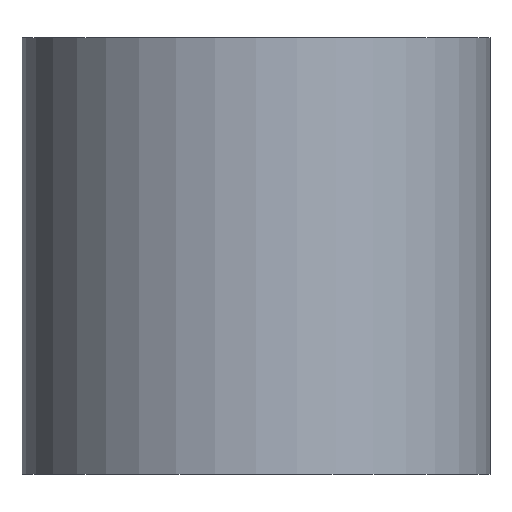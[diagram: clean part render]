
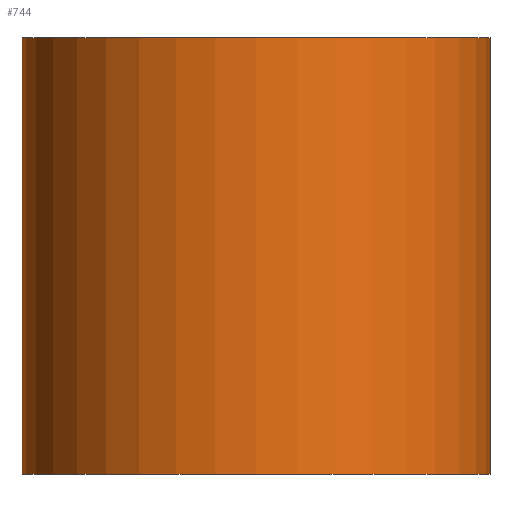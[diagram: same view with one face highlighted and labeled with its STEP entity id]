
A CAD part, front view. The second image highlights one B-rep face of the part: STEP entity #744.
In plain terms, the highlighted cylindrical face has radius 7.5 mm (diameter 15 mm), a full revolution.
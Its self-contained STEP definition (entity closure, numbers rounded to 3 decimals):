
#21 = EDGE_CURVE('',#22,#22,#24,.T.);
#22 = VERTEX_POINT('',#23);
#23 = CARTESIAN_POINT('',(7.5,0.,12.));
#24 = CIRCLE('',#25,7.5);
#25 = AXIS2_PLACEMENT_3D('',#26,#27,#28);
#26 = CARTESIAN_POINT('',(0.,0.,12.));
#27 = DIRECTION('',(0.,0.,1.));
#28 = DIRECTION('',(1.,0.,0.));
#744 = ADVANCED_FACE('',(#745),#763,.T.);
#745 = FACE_BOUND('',#746,.F.);
#746 = EDGE_LOOP('',(#747,#748,#755,#762));
#747 = ORIENTED_EDGE('',*,*,#21,.T.);
#748 = ORIENTED_EDGE('',*,*,#749,.T.);
#749 = EDGE_CURVE('',#22,#750,#752,.T.);
#750 = VERTEX_POINT('',#751);
#751 = CARTESIAN_POINT('',(7.5,0.,-2.));
#752 = B_SPLINE_CURVE_WITH_KNOTS('',1,(#753,#754),.UNSPECIFIED.,.F.,.F.,
  (2,2),(-12.,2.),.PIECEWISE_BEZIER_KNOTS.);
#753 = CARTESIAN_POINT('',(7.5,0.,12.));
#754 = CARTESIAN_POINT('',(7.5,0.,-2.));
#755 = ORIENTED_EDGE('',*,*,#756,.T.);
#756 = EDGE_CURVE('',#750,#750,#757,.T.);
#757 = CIRCLE('',#758,7.5);
#758 = AXIS2_PLACEMENT_3D('',#759,#760,#761);
#759 = CARTESIAN_POINT('',(0.,0.,-2.));
#760 = DIRECTION('',(0.,0.,-1.));
#761 = DIRECTION('',(1.,0.,0.));
#762 = ORIENTED_EDGE('',*,*,#749,.F.);
#763 = CYLINDRICAL_SURFACE('',#764,7.5);
#764 = AXIS2_PLACEMENT_3D('',#765,#766,#767);
#765 = CARTESIAN_POINT('',(0.,0.,0.));
#766 = DIRECTION('',(-0.,-0.,-1.));
#767 = DIRECTION('',(1.,0.,0.));
